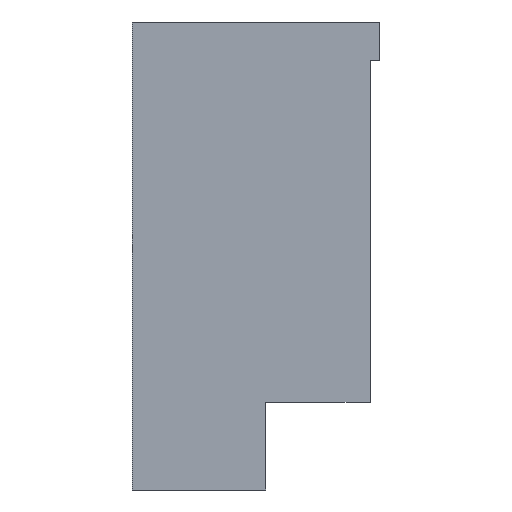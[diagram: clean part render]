
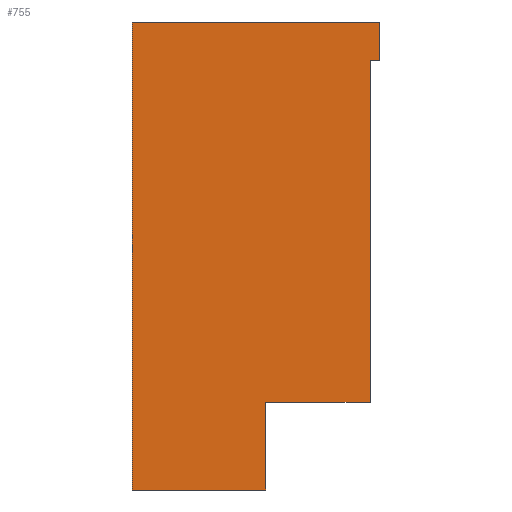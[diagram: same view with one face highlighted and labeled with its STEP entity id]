
A CAD part, left-side view. The second image highlights one B-rep face of the part: STEP entity #755.
In plain terms, the highlighted planar face has unit normal (-1, 0, 0).
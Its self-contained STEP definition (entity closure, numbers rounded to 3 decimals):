
#10 = ORIENTED_EDGE ( 'NONE', *, *, #1251, .F. ) ;
#28 = CARTESIAN_POINT ( 'NONE',  ( -9.45, 6.5, 24.6 ) ) ;
#92 = VERTEX_POINT ( 'NONE', #477 ) ;
#102 = ORIENTED_EDGE ( 'NONE', *, *, #787, .T. ) ;
#114 = ORIENTED_EDGE ( 'NONE', *, *, #948, .F. ) ;
#127 = AXIS2_PLACEMENT_3D ( 'NONE', #682, #770, #206 ) ;
#129 = FACE_OUTER_BOUND ( 'NONE', #700, .T. ) ;
#206 = DIRECTION ( 'NONE',  ( 0., 0., -1. ) ) ;
#217 = EDGE_CURVE ( 'NONE', #1063, #646, #1162, .T. ) ;
#251 = CARTESIAN_POINT ( 'NONE',  ( -9.45, -6., 22.6 ) ) ;
#253 = CARTESIAN_POINT ( 'NONE',  ( -9.45, 6.5, 0. ) ) ;
#256 = VECTOR ( 'NONE', #980, 1000. ) ;
#297 = PLANE ( 'NONE',  #127 ) ;
#355 = EDGE_CURVE ( 'NONE', #92, #479, #837, .T. ) ;
#363 = VECTOR ( 'NONE', #793, 1000. ) ;
#438 = LINE ( 'NONE', #1178, #256 ) ;
#471 = CARTESIAN_POINT ( 'NONE',  ( -9.45, 6.5, 24.6 ) ) ;
#477 = CARTESIAN_POINT ( 'NONE',  ( -9.45, -0.5, 4.6 ) ) ;
#479 = VERTEX_POINT ( 'NONE', #1124 ) ;
#503 = CARTESIAN_POINT ( 'NONE',  ( -9.45, -0.5, 4.6 ) ) ;
#514 = LINE ( 'NONE', #701, #363 ) ;
#524 = DIRECTION ( 'NONE',  ( 0., 1., 0. ) ) ;
#525 = VERTEX_POINT ( 'NONE', #251 ) ;
#530 = VECTOR ( 'NONE', #524, 1000. ) ;
#612 = CARTESIAN_POINT ( 'NONE',  ( -9.45, -6., 4.6 ) ) ;
#629 = DIRECTION ( 'NONE',  ( 0., 0., -1. ) ) ;
#630 = DIRECTION ( 'NONE',  ( 0., 1., 0. ) ) ;
#646 = VERTEX_POINT ( 'NONE', #1028 ) ;
#682 = CARTESIAN_POINT ( 'NONE',  ( -9.45, 6.5, 24.6 ) ) ;
#700 = EDGE_LOOP ( 'NONE', ( #1242, #909, #114, #10, #840, #1096, #1036, #102 ) ) ;
#701 = CARTESIAN_POINT ( 'NONE',  ( -9.45, 6.5, 0. ) ) ;
#723 = VERTEX_POINT ( 'NONE', #28 ) ;
#755 = ADVANCED_FACE ( 'NONE', ( #129 ), #297, .F. ) ;
#770 = DIRECTION ( 'NONE',  ( 1., 0., 0. ) ) ;
#787 = EDGE_CURVE ( 'NONE', #723, #1008, #438, .T. ) ;
#793 = DIRECTION ( 'NONE',  ( 0., -1., 0. ) ) ;
#837 = LINE ( 'NONE', #503, #1216 ) ;
#840 = ORIENTED_EDGE ( 'NONE', *, *, #988, .F. ) ;
#864 = EDGE_CURVE ( 'NONE', #1008, #479, #514, .T. ) ;
#867 = VERTEX_POINT ( 'NONE', #1088 ) ;
#891 = LINE ( 'NONE', #1092, #1030 ) ;
#909 = ORIENTED_EDGE ( 'NONE', *, *, #355, .F. ) ;
#934 = LINE ( 'NONE', #471, #1166 ) ;
#946 = DIRECTION ( 'NONE',  ( 0., -1., 0. ) ) ;
#948 = EDGE_CURVE ( 'NONE', #867, #92, #1048, .T. ) ;
#980 = DIRECTION ( 'NONE',  ( 0., 0., -1. ) ) ;
#988 = EDGE_CURVE ( 'NONE', #646, #525, #891, .T. ) ;
#1002 = DIRECTION ( 'NONE',  ( 0., 0., -1. ) ) ;
#1008 = VERTEX_POINT ( 'NONE', #253 ) ;
#1028 = CARTESIAN_POINT ( 'NONE',  ( -9.45, -6.5, 22.6 ) ) ;
#1030 = VECTOR ( 'NONE', #630, 1000. ) ;
#1034 = VECTOR ( 'NONE', #1068, 1000. ) ;
#1036 = ORIENTED_EDGE ( 'NONE', *, *, #1147, .F. ) ;
#1048 = LINE ( 'NONE', #612, #530 ) ;
#1063 = VERTEX_POINT ( 'NONE', #1127 ) ;
#1068 = DIRECTION ( 'NONE',  ( 0., 0., -1. ) ) ;
#1084 = LINE ( 'NONE', #1222, #1134 ) ;
#1088 = CARTESIAN_POINT ( 'NONE',  ( -9.45, -6., 4.6 ) ) ;
#1092 = CARTESIAN_POINT ( 'NONE',  ( -9.45, -6.5, 22.6 ) ) ;
#1096 = ORIENTED_EDGE ( 'NONE', *, *, #217, .F. ) ;
#1124 = CARTESIAN_POINT ( 'NONE',  ( -9.45, -0.5, 0. ) ) ;
#1127 = CARTESIAN_POINT ( 'NONE',  ( -9.45, -6.5, 24.6 ) ) ;
#1134 = VECTOR ( 'NONE', #629, 1000. ) ;
#1147 = EDGE_CURVE ( 'NONE', #723, #1063, #934, .T. ) ;
#1162 = LINE ( 'NONE', #1188, #1034 ) ;
#1166 = VECTOR ( 'NONE', #946, 1000. ) ;
#1178 = CARTESIAN_POINT ( 'NONE',  ( -9.45, 6.5, 24.6 ) ) ;
#1188 = CARTESIAN_POINT ( 'NONE',  ( -9.45, -6.5, 24.6 ) ) ;
#1216 = VECTOR ( 'NONE', #1002, 1000. ) ;
#1222 = CARTESIAN_POINT ( 'NONE',  ( -9.45, -6., 43.507 ) ) ;
#1242 = ORIENTED_EDGE ( 'NONE', *, *, #864, .T. ) ;
#1251 = EDGE_CURVE ( 'NONE', #525, #867, #1084, .T. ) ;
